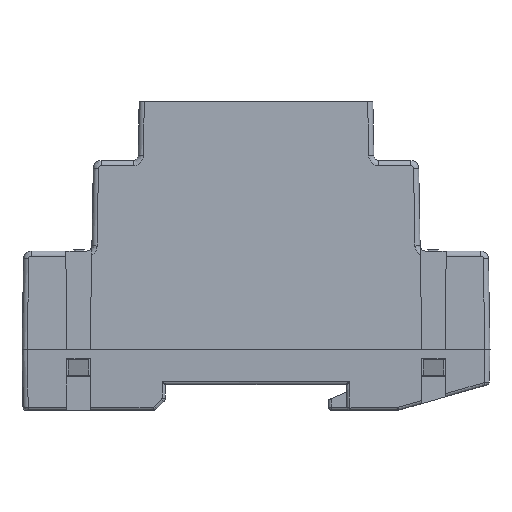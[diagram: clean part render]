
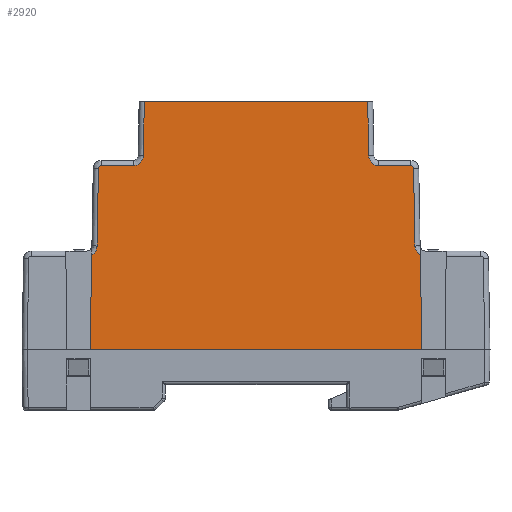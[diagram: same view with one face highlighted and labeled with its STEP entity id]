
A CAD part, left-side view. The second image highlights one B-rep face of the part: STEP entity #2920.
In plain terms, the highlighted planar face has unit normal (-1, 0, 0.013).
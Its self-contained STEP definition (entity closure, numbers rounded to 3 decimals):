
#1033=B_SPLINE_CURVE_WITH_KNOTS('',3,(#57379,#57380,#57381,#57382,#57383,
#57384,#57385),.UNSPECIFIED.,.F.,.F.,(4,1,1,1,4),(0.,0.25,0.5,0.75,1.),
 .UNSPECIFIED.);
#1034=B_SPLINE_CURVE_WITH_KNOTS('',3,(#57389,#57390,#57391,#57392,#57393,
#57394,#57395),.UNSPECIFIED.,.F.,.F.,(4,1,1,1,4),(0.,0.25,0.5,0.75,1.),
 .UNSPECIFIED.);
#1035=B_SPLINE_CURVE_WITH_KNOTS('',3,(#57399,#57400,#57401,#57402,#57403,
#57404,#57405,#57406,#57407),.UNSPECIFIED.,.F.,.F.,(4,1,1,1,1,1,4),(0.,
0.167,0.333,0.5,0.667,0.833,1.),
 .UNSPECIFIED.);
#1036=B_SPLINE_CURVE_WITH_KNOTS('',3,(#57415,#57416,#57417,#57418,#57419,
#57420,#57421,#57422,#57423),.UNSPECIFIED.,.F.,.F.,(4,1,1,1,1,1,4),(0.,
0.167,0.333,0.5,0.667,0.833,1.),
 .UNSPECIFIED.);
#1037=B_SPLINE_CURVE_WITH_KNOTS('',3,(#57427,#57428,#57429,#57430,#57431,
#57432,#57433),.UNSPECIFIED.,.F.,.F.,(4,1,1,1,4),(0.,0.25,0.5,0.75,1.),
 .UNSPECIFIED.);
#1038=B_SPLINE_CURVE_WITH_KNOTS('',3,(#57437,#57438,#57439,#57440,#57441,
#57442,#57443),.UNSPECIFIED.,.F.,.F.,(4,1,1,1,4),(0.,0.25,0.5,0.75,1.),
 .UNSPECIFIED.);
#1998=PLANE('',#42329);
#2920=ADVANCED_FACE('',(#4200),#1998,.T.);
#4200=FACE_OUTER_BOUND('',#5438,.T.);
#5438=EDGE_LOOP('',(#9117,#9118,#9119,#9120,#9121,#9122,#9123,#9124,#9125,
#9126,#9127,#9128,#9129,#9130,#9131,#9132));
#9117=ORIENTED_EDGE('',*,*,#24713,.T.);
#9118=ORIENTED_EDGE('',*,*,#24714,.F.);
#9119=ORIENTED_EDGE('',*,*,#24715,.T.);
#9120=ORIENTED_EDGE('',*,*,#24716,.F.);
#9121=ORIENTED_EDGE('',*,*,#24717,.F.);
#9122=ORIENTED_EDGE('',*,*,#24718,.F.);
#9123=ORIENTED_EDGE('',*,*,#24719,.T.);
#9124=ORIENTED_EDGE('',*,*,#24720,.T.);
#9125=ORIENTED_EDGE('',*,*,#24721,.T.);
#9126=ORIENTED_EDGE('',*,*,#24722,.F.);
#9127=ORIENTED_EDGE('',*,*,#24723,.F.);
#9128=ORIENTED_EDGE('',*,*,#24724,.F.);
#9129=ORIENTED_EDGE('',*,*,#24725,.T.);
#9130=ORIENTED_EDGE('',*,*,#24726,.F.);
#9131=ORIENTED_EDGE('',*,*,#24218,.T.);
#9132=ORIENTED_EDGE('',*,*,#24727,.T.);
#18250=VERTEX_POINT('',#56336);
#18251=VERTEX_POINT('',#56338);
#18719=VERTEX_POINT('',#57377);
#18720=VERTEX_POINT('',#57378);
#18721=VERTEX_POINT('',#57386);
#18722=VERTEX_POINT('',#57388);
#18723=VERTEX_POINT('',#57396);
#18724=VERTEX_POINT('',#57398);
#18725=VERTEX_POINT('',#57408);
#18726=VERTEX_POINT('',#57410);
#18727=VERTEX_POINT('',#57412);
#18728=VERTEX_POINT('',#57414);
#18729=VERTEX_POINT('',#57424);
#18730=VERTEX_POINT('',#57426);
#18731=VERTEX_POINT('',#57434);
#18732=VERTEX_POINT('',#57436);
#24218=EDGE_CURVE('',#18251,#18250,#31403,.T.);
#24713=EDGE_CURVE('',#18719,#18720,#31844,.T.);
#24714=EDGE_CURVE('',#18721,#18720,#1033,.T.);
#24715=EDGE_CURVE('',#18721,#18722,#31845,.T.);
#24716=EDGE_CURVE('',#18723,#18722,#1034,.T.);
#24717=EDGE_CURVE('',#18724,#18723,#31846,.T.);
#24718=EDGE_CURVE('',#18725,#18724,#1035,.T.);
#24719=EDGE_CURVE('',#18725,#18726,#31847,.T.);
#24720=EDGE_CURVE('',#18726,#18727,#31848,.T.);
#24721=EDGE_CURVE('',#18727,#18728,#31849,.T.);
#24722=EDGE_CURVE('',#18729,#18728,#1036,.T.);
#24723=EDGE_CURVE('',#18730,#18729,#31850,.T.);
#24724=EDGE_CURVE('',#18731,#18730,#1037,.T.);
#24725=EDGE_CURVE('',#18731,#18732,#31851,.T.);
#24726=EDGE_CURVE('',#18251,#18732,#1038,.T.);
#24727=EDGE_CURVE('',#18250,#18719,#31852,.T.);
#31403=LINE('',#56337,#36873);
#31844=LINE('',#57376,#37314);
#31845=LINE('',#57387,#37315);
#31846=LINE('',#57397,#37316);
#31847=LINE('',#57409,#37317);
#31848=LINE('',#57411,#37318);
#31849=LINE('',#57413,#37319);
#31850=LINE('',#57425,#37320);
#31851=LINE('',#57435,#37321);
#31852=LINE('',#57444,#37322);
#36873=VECTOR('',#45324,1.);
#37314=VECTOR('',#45893,1.);
#37315=VECTOR('',#45894,1.);
#37316=VECTOR('',#45895,1.);
#37317=VECTOR('',#45896,1.);
#37318=VECTOR('',#45897,1.);
#37319=VECTOR('',#45898,1.);
#37320=VECTOR('',#45899,1.);
#37321=VECTOR('',#45900,1.);
#37322=VECTOR('',#45901,1.);
#42329=AXIS2_PLACEMENT_3D('',#57445,#45902,#45903);
#45324=DIRECTION('',(-0.013,0.009,-1.));
#45893=DIRECTION('',(0.013,0.009,1.));
#45894=DIRECTION('',(0.013,0.017,1.));
#45895=DIRECTION('',(0.,-1.,0.));
#45896=DIRECTION('',(0.013,0.017,1.));
#45897=DIRECTION('',(0.,1.,0.));
#45898=DIRECTION('',(-0.013,0.017,-1.));
#45899=DIRECTION('',(0.,-1.,0.));
#45900=DIRECTION('',(-0.013,0.017,-1.));
#45901=DIRECTION('',(0.,-1.,0.));
#45902=DIRECTION('',(-1.,0.,0.013));
#45903=DIRECTION('',(-0.013,0.,-1.));
#56336=CARTESIAN_POINT('',(119.165,-139.847,121.123));
#56337=CARTESIAN_POINT('',(119.403,-140.006,139.349));
#56338=CARTESIAN_POINT('',(119.403,-140.006,139.349));
#57376=CARTESIAN_POINT('',(119.165,-203.837,121.123));
#57377=CARTESIAN_POINT('',(119.165,-203.837,121.123));
#57378=CARTESIAN_POINT('',(119.403,-203.678,139.349));
#57379=CARTESIAN_POINT('',(119.426,-202.575,141.102));
#57380=CARTESIAN_POINT('',(119.424,-202.58,140.913));
#57381=CARTESIAN_POINT('',(119.419,-202.636,140.554));
#57382=CARTESIAN_POINT('',(119.412,-202.863,140.055));
#57383=CARTESIAN_POINT('',(119.407,-203.215,139.637));
#57384=CARTESIAN_POINT('',(119.404,-203.512,139.434));
#57385=CARTESIAN_POINT('',(119.403,-203.678,139.349));
#57386=CARTESIAN_POINT('',(119.426,-202.575,141.102));
#57387=CARTESIAN_POINT('',(119.426,-202.575,141.102));
#57388=CARTESIAN_POINT('',(119.623,-202.313,156.146));
#57389=CARTESIAN_POINT('',(119.629,-201.813,156.637));
#57390=CARTESIAN_POINT('',(119.629,-201.879,156.637));
#57391=CARTESIAN_POINT('',(119.629,-202.002,156.612));
#57392=CARTESIAN_POINT('',(119.628,-202.17,156.506));
#57393=CARTESIAN_POINT('',(119.626,-202.283,156.34));
#57394=CARTESIAN_POINT('',(119.624,-202.311,156.214));
#57395=CARTESIAN_POINT('',(119.623,-202.313,156.146));
#57396=CARTESIAN_POINT('',(119.629,-201.813,156.637));
#57397=CARTESIAN_POINT('',(119.629,-195.624,156.637));
#57398=CARTESIAN_POINT('',(119.629,-195.624,156.637));
#57399=CARTESIAN_POINT('',(119.655,-193.624,158.602));
#57400=CARTESIAN_POINT('',(119.653,-193.628,158.424));
#57401=CARTESIAN_POINT('',(119.648,-193.679,158.082));
#57402=CARTESIAN_POINT('',(119.642,-193.887,157.6));
#57403=CARTESIAN_POINT('',(119.637,-194.211,157.189));
#57404=CARTESIAN_POINT('',(119.633,-194.628,156.876));
#57405=CARTESIAN_POINT('',(119.63,-195.111,156.681));
#57406=CARTESIAN_POINT('',(119.629,-195.449,156.638));
#57407=CARTESIAN_POINT('',(119.629,-195.624,156.637));
#57408=CARTESIAN_POINT('',(119.655,-193.624,158.602));
#57409=CARTESIAN_POINT('',(119.655,-193.624,158.602));
#57410=CARTESIAN_POINT('',(119.792,-193.442,169.024));
#57411=CARTESIAN_POINT('',(119.792,-193.442,169.024));
#57412=CARTESIAN_POINT('',(119.792,-150.242,169.024));
#57413=CARTESIAN_POINT('',(119.792,-150.242,169.024));
#57414=CARTESIAN_POINT('',(119.655,-150.06,158.602));
#57415=CARTESIAN_POINT('',(119.629,-148.061,156.637));
#57416=CARTESIAN_POINT('',(119.629,-148.236,156.638));
#57417=CARTESIAN_POINT('',(119.63,-148.575,156.681));
#57418=CARTESIAN_POINT('',(119.633,-149.058,156.877));
#57419=CARTESIAN_POINT('',(119.637,-149.475,157.191));
#57420=CARTESIAN_POINT('',(119.642,-149.798,157.602));
#57421=CARTESIAN_POINT('',(119.648,-150.006,158.083));
#57422=CARTESIAN_POINT('',(119.653,-150.056,158.424));
#57423=CARTESIAN_POINT('',(119.655,-150.06,158.602));
#57424=CARTESIAN_POINT('',(119.629,-148.061,156.637));
#57425=CARTESIAN_POINT('',(119.629,-141.872,156.637));
#57426=CARTESIAN_POINT('',(119.629,-141.872,156.637));
#57427=CARTESIAN_POINT('',(119.623,-141.372,156.146));
#57428=CARTESIAN_POINT('',(119.624,-141.373,156.213));
#57429=CARTESIAN_POINT('',(119.626,-141.401,156.338));
#57430=CARTESIAN_POINT('',(119.628,-141.513,156.504));
#57431=CARTESIAN_POINT('',(119.629,-141.681,156.612));
#57432=CARTESIAN_POINT('',(119.629,-141.805,156.637));
#57433=CARTESIAN_POINT('',(119.629,-141.872,156.637));
#57434=CARTESIAN_POINT('',(119.623,-141.372,156.146));
#57435=CARTESIAN_POINT('',(119.623,-141.372,156.146));
#57436=CARTESIAN_POINT('',(119.426,-141.109,141.102));
#57437=CARTESIAN_POINT('',(119.403,-140.006,139.349));
#57438=CARTESIAN_POINT('',(119.404,-140.172,139.433));
#57439=CARTESIAN_POINT('',(119.407,-140.469,139.637));
#57440=CARTESIAN_POINT('',(119.412,-140.824,140.059));
#57441=CARTESIAN_POINT('',(119.419,-141.051,140.562));
#57442=CARTESIAN_POINT('',(119.424,-141.105,140.917));
#57443=CARTESIAN_POINT('',(119.426,-141.109,141.102));
#57444=CARTESIAN_POINT('',(119.165,-171.842,121.124));
#57445=CARTESIAN_POINT('',(119.165,-194.467,121.124));
